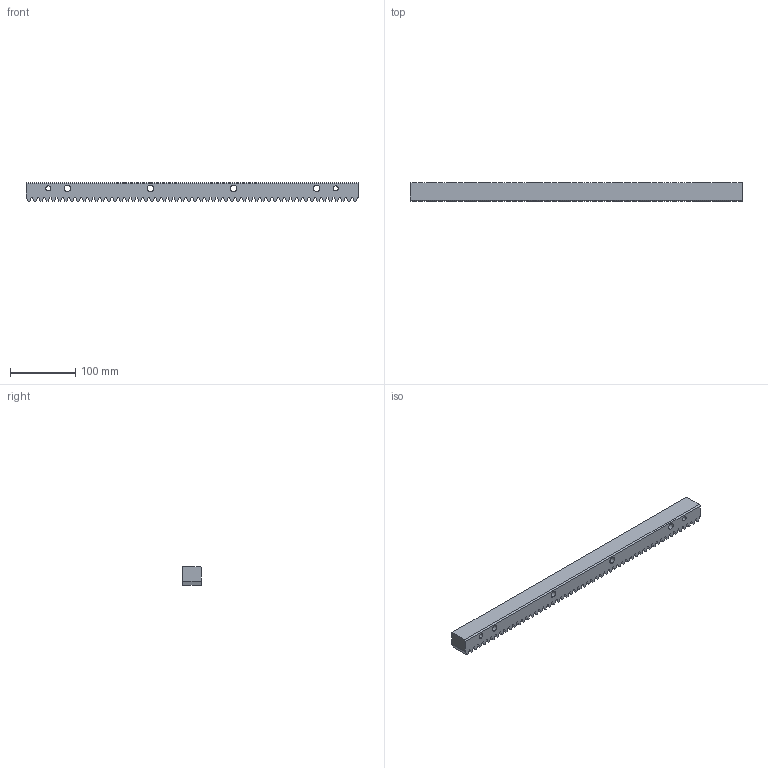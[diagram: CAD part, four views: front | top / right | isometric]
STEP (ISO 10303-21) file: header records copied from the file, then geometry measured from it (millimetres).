
FILE_DESCRIPTION(('STEP AP214'),'1');
FILE_NAME('144-030-205.stp','2017-10-10T13:04:31',('TraceParts'),('TraceParts S.A.'),'Spatial InterOp 3D',' ',' ');
FILE_SCHEMA(('automotive_design'));
Length unit declared in the file: millimetre
Products named in the file (1): 144-030-205
Bounding box: 508.29 x 29 x 29 mm (x, y, z)
Volume: 364308.6 mm3; surface area: 76026.2 mm2
Topology: 1 solids, 1 shells, 247 faces, 723 edges, 482 vertices
Faces by surface type: plane 227, cylinder 20
Entity records: 10082 total; most frequent: CARTESIAN_POINT 1453, ORIENTED_EDGE 1446, DIRECTION 1259, EDGE_CURVE 723, LINE 683, VECTOR 683, VERTEX_POINT 482, AXIS2_PLACEMENT_3D 288
